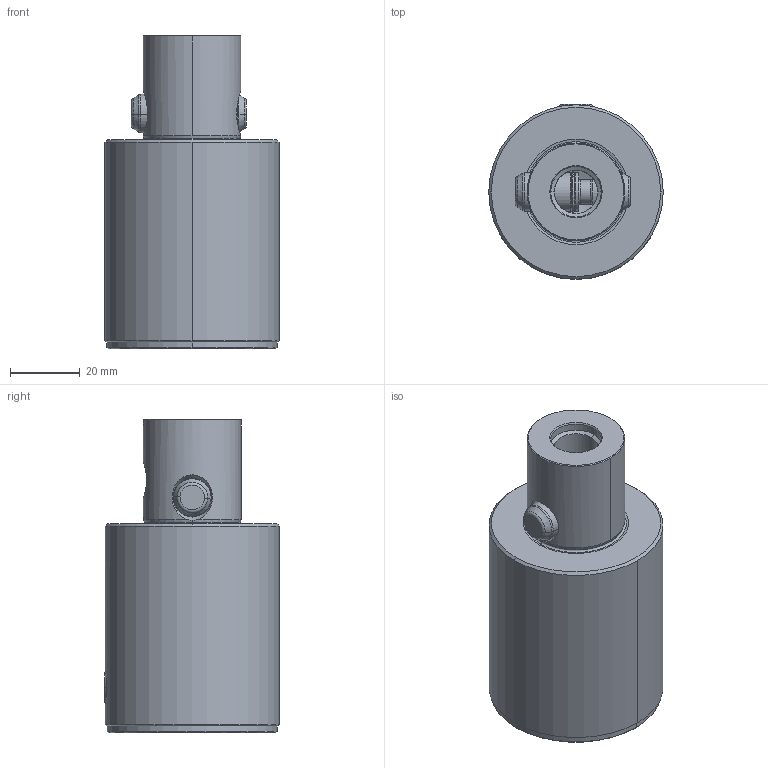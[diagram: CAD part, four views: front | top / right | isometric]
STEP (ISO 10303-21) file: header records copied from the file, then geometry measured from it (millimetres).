
FILE_DESCRIPTION(('no description'),'unknown implementation level');
FILE_NAME('2DBDE757-3CB6-42A7-BEBB-31DEAFBD65FC_export.stp',' ',('CIMSOURCE GmbH'),('CADClick - KiM GmbH - www.kimweb.de'),'unknown preprocess','ACIS','unknown authorization');
FILE_SCHEMA(('automotive_design'));
Length unit declared in the file: millimetre
Products named in the file (4): 331.550 Kaiser CKS5 X CK5 X 60B|690.435 Kaiser ETL M10 X 14 CK5_Standard;NONE; 331.550 Kaiser CKS5 X CK5 X 60B|331.550 Kaiser CKS5 X CK5 X 60B_Standard;NONE; 331.550 Kaiser CKS5 X CK5 X 60B|691.505 Kaiser ETL �11 X 33K_Standard|693.304 Sprengring_Standard;NONE; 331.550 Kaiser CKS5 X CK5 X 60B|691.505 Kaiser ETL �11 X 33K_Standard|691.525 Mitnehmerbolzen_Standard;NONE
Bounding box: 50 x 50.17 x 90 mm (x, y, z)
Volume: 109784.3 mm3; surface area: 22908.9 mm2
Topology: 4 solids, 4 shells, 158 faces, 372 edges, 216 vertices
Faces by surface type: cone 50, cylinder 43, plane 39, torus 24, bspline 2
Entity records: 9585 total; most frequent: CARTESIAN_POINT 1710, DIRECTION 814, STYLED_ITEM 742, PRESENTATION_STYLE_ASSIGNMENT 742, COLOUR_RGB 742, ORIENTED_EDGE 728, EDGE_CURVE 364, CURVE_STYLE 364
